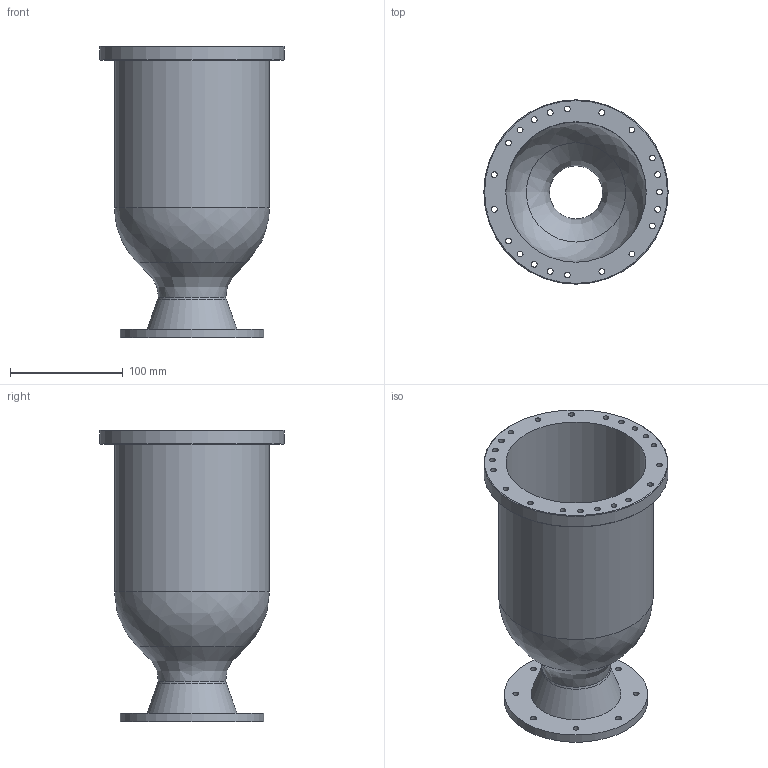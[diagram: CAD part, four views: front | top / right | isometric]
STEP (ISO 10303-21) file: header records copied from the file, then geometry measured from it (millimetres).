
FILE_DESCRIPTION(/* description */ (''),/* implementation_level */ '2;1');
FILE_NAME(/* name */ 'chamber.stp',/* time_stamp */ '2026-02-14T19:37:32-05:00',/* author */ (''),/* organization */ (''),/* preprocessor_version */ 'ST-DEVELOPER v18.102',/* originating_system */ 'SIEMENS PLM Software NX 2027',/* authorisation */ '');
FILE_SCHEMA (('AUTOMOTIVE_DESIGN { 1 0 10303 214 3 1 1 1 }'));
Length unit declared in the file: inch
Products named in the file (1): A_objects
Bounding box: 163.32 x 163.32 x 258.53 mm (x, y, z)
Volume: 725403.8 mm3; surface area: 225468.3 mm2
Topology: 1 solids, 1 shells, 47 faces, 130 edges, 87 vertices
Faces by surface type: cylinder 31, revolution 10, plane 4, cone 2
Full cylindrical faces by diameter (mm): 5.105 x29, 127 x1, 163.322 x1
Entity records: 1631 total; most frequent: CARTESIAN_POINT 407, DIRECTION 238, FACE_BOUND 152, EDGE_LOOP 152, ORIENTED_EDGE 152, AXIS2_PLACEMENT_3D 114, VERTEX_POINT 76, EDGE_CURVE 76
